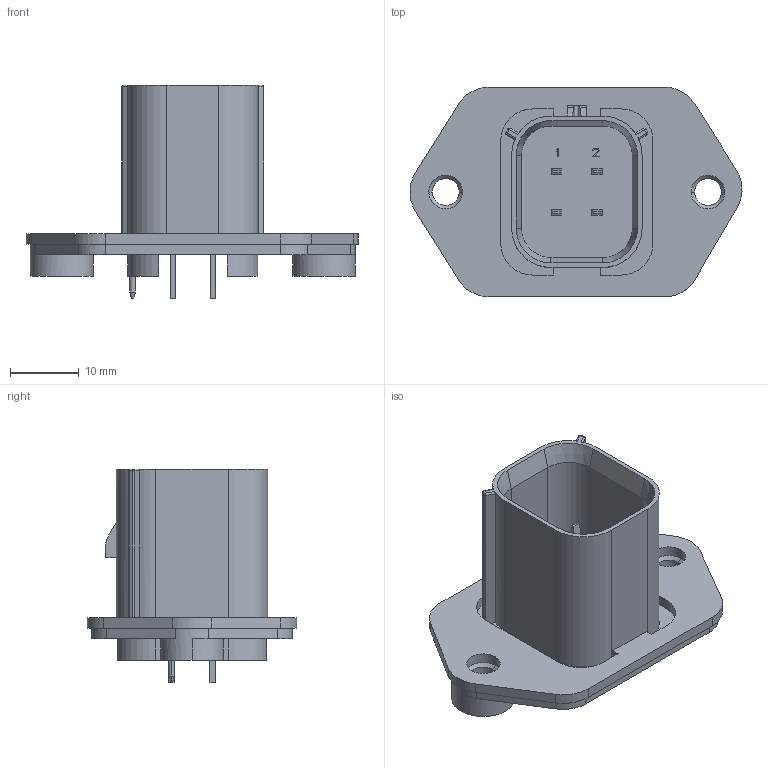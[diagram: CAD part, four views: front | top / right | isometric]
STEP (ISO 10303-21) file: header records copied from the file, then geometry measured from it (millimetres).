
FILE_DESCRIPTION((''),'2;1');
FILE_NAME('194280011','2014-03-20T',('me'),(''),'PRO/ENGINEER BY PARAMETRIC TECHNOLOGY CORPORATION, 2011490','PRO/ENGINEER BY PARAMETRIC TECHNOLOGY CORPORATION, 2011490','');
FILE_SCHEMA(('CONFIG_CONTROL_DESIGN'));
Length unit declared in the file: inch
Products named in the file (1): 194280011
Bounding box: 48.23 x 30.48 x 31.09 mm (x, y, z)
Volume: 6770.6 mm3; surface area: 6998.6 mm2
Topology: 1 solids, 1 shells, 351 faces, 957 edges, 634 vertices
Faces by surface type: plane 254, cylinder 75, cone 10, torus 8, sphere 4
Entity records: 10981 total; most frequent: CARTESIAN_POINT 1939, DIRECTION 1855, ORIENTED_EDGE 1848, EDGE_CURVE 924, VECTOR 747, LINE 747, VERTEX_POINT 592, AXIS2_PLACEMENT_3D 554
